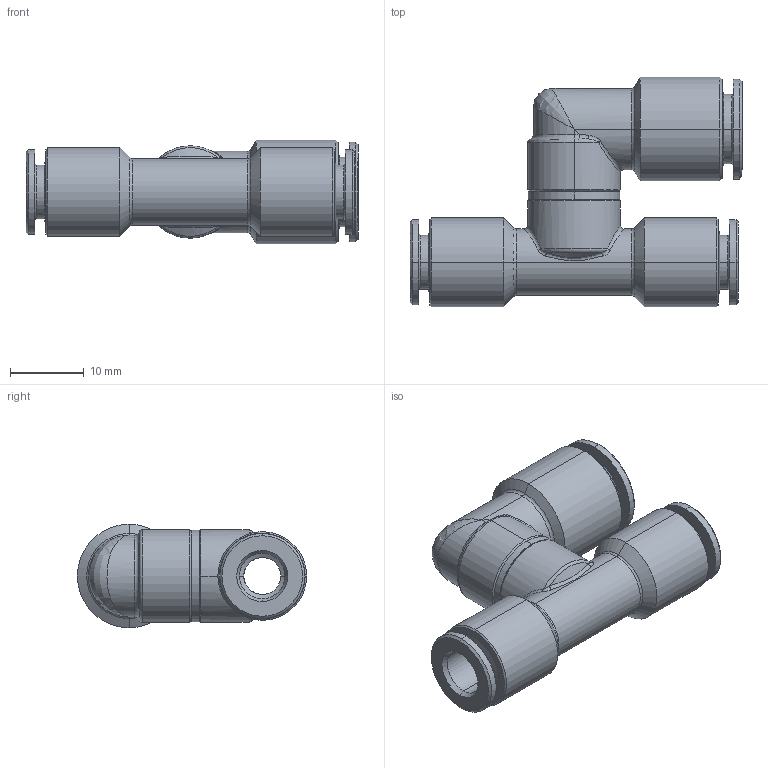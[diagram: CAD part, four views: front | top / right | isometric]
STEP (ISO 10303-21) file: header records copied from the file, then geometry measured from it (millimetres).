
FILE_DESCRIPTION (( 'STEP AP203' ), '1' );
FILE_NAME ('A0373040.STEP', '2009-12-17T09:14:32', ( '' ), ( 'sopra-pneumatic' ), 'SwSTEP 2.0', 'SolidWorks 2009', '' );
FILE_SCHEMA (( 'CONFIG_CONTROL_DESIGN' ));
Length unit declared in the file: millimetre
Products named in the file (1): A0373040
Bounding box: 44.9 x 31 x 14 mm (x, y, z)
Volume: 5800.3 mm3; surface area: 5182.2 mm2
Topology: 1 solids, 1 shells, 139 faces, 302 edges, 171 vertices
Faces by surface type: cone 51, cylinder 46, torus 14, plane 14, bspline 14
Entity records: 6318 total; most frequent: CARTESIAN_POINT 3234, DIRECTION 674, ORIENTED_EDGE 600, EDGE_CURVE 300, AXIS2_PLACEMENT_3D 289, VERTEX_POINT 171, CIRCLE 163, EDGE_LOOP 151
